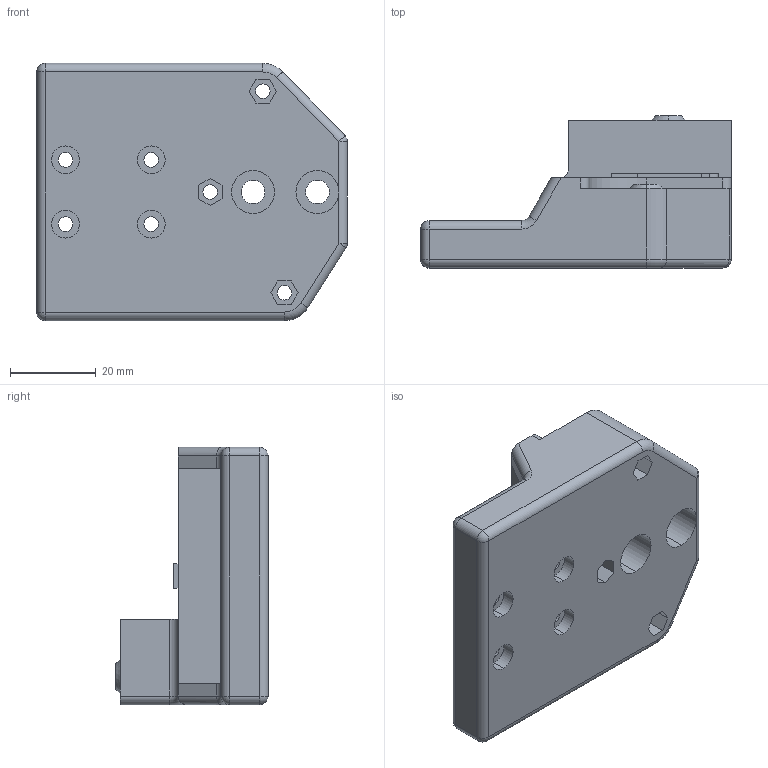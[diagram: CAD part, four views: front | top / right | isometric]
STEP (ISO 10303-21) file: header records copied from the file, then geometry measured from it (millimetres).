
FILE_DESCRIPTION (( 'STEP AP203' ), '1' );
FILE_NAME ('blv-10mm-x gantry right bottom mgn12c_v1.STEP', '2019-06-05T08:18:49', ( '' ), ( '' ), 'SwSTEP 2.0', 'SolidWorks 2016', '' );
FILE_SCHEMA (( 'CONFIG_CONTROL_DESIGN' ));
Length unit declared in the file: millimetre
Products named in the file (2): blv-10mm-x gantry right bottom mgn12c_v1
Bounding box: 72.5 x 35.5 x 60 mm (x, y, z)
Volume: 67403.7 mm3; surface area: 16895.6 mm2
Topology: 1 solids, 1 shells, 151 faces, 382 edges, 240 vertices
Faces by surface type: plane 66, cylinder 57, bspline 13, sphere 6, torus 5, cone 4
Entity records: 5240 total; most frequent: CARTESIAN_POINT 1436, DIRECTION 753, ORIENTED_EDGE 752, EDGE_CURVE 376, AXIS2_PLACEMENT_3D 265, VERTEX_POINT 240, LINE 223, VECTOR 223
